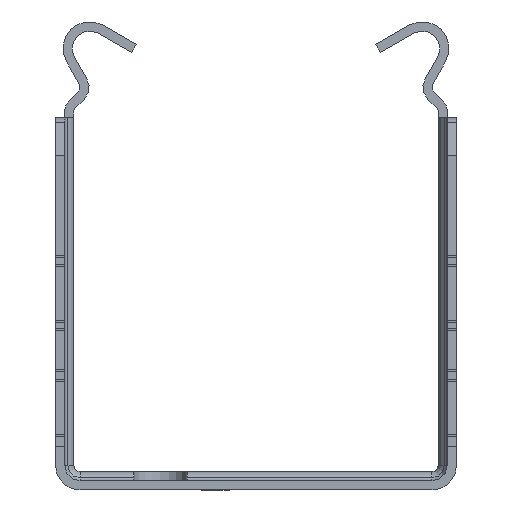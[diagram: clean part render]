
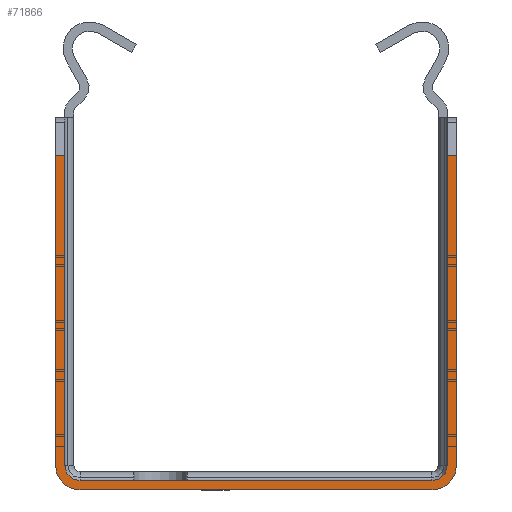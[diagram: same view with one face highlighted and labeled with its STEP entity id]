
A CAD part, front view. The second image highlights one B-rep face of the part: STEP entity #71866.
In plain terms, the highlighted planar face has unit normal (0, -1, 0).
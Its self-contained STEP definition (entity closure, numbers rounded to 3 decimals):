
#2901=CIRCLE('',#77238,3.2);
#2902=CIRCLE('',#77239,3.2);
#2903=CIRCLE('',#77240,2.);
#2904=CIRCLE('',#77241,2.);
#8045=FACE_OUTER_BOUND('',#12375,.T.);
#12375=EDGE_LOOP('',(#59526,#59527,#59528,#59529,#59530,#59531,#59532,#59533,
#59534,#59535,#59536,#59537));
#19070=LINE('',#113399,#26551);
#19232=LINE('',#113875,#26713);
#19238=LINE('',#113887,#26719);
#19241=LINE('',#113902,#26722);
#19242=LINE('',#113906,#26723);
#19243=LINE('',#113908,#26724);
#19244=LINE('',#113912,#26725);
#19245=LINE('',#113915,#26726);
#26551=VECTOR('',#92445,10.);
#26713=VECTOR('',#92919,10.);
#26719=VECTOR('',#92927,10.);
#26722=VECTOR('',#92944,10.);
#26723=VECTOR('',#92949,10.);
#26724=VECTOR('',#92950,10.);
#26725=VECTOR('',#92953,10.);
#26726=VECTOR('',#92956,10.);
#33406=VERTEX_POINT('',#113396);
#33407=VERTEX_POINT('',#113398);
#33563=VERTEX_POINT('',#113871);
#33565=VERTEX_POINT('',#113874);
#33568=VERTEX_POINT('',#113881);
#33570=VERTEX_POINT('',#113885);
#33575=VERTEX_POINT('',#113901);
#33576=VERTEX_POINT('',#113904);
#33577=VERTEX_POINT('',#113907);
#33578=VERTEX_POINT('',#113909);
#33579=VERTEX_POINT('',#113911);
#33580=VERTEX_POINT('',#113913);
#42443=EDGE_CURVE('',#33407,#33406,#19070,.T.);
#42680=EDGE_CURVE('',#33565,#33563,#19232,.T.);
#42686=EDGE_CURVE('',#33568,#33570,#19238,.T.);
#42693=EDGE_CURVE('',#33570,#33575,#19241,.T.);
#42694=EDGE_CURVE('',#33575,#33407,#2901,.T.);
#42695=EDGE_CURVE('',#33406,#33576,#2902,.T.);
#42696=EDGE_CURVE('',#33576,#33565,#19242,.T.);
#42697=EDGE_CURVE('',#33563,#33577,#19243,.T.);
#42698=EDGE_CURVE('',#33577,#33578,#2903,.T.);
#42699=EDGE_CURVE('',#33578,#33579,#19244,.T.);
#42700=EDGE_CURVE('',#33579,#33580,#2904,.T.);
#42701=EDGE_CURVE('',#33580,#33568,#19245,.T.);
#59526=ORIENTED_EDGE('',*,*,#42686,.T.);
#59527=ORIENTED_EDGE('',*,*,#42693,.T.);
#59528=ORIENTED_EDGE('',*,*,#42694,.T.);
#59529=ORIENTED_EDGE('',*,*,#42443,.T.);
#59530=ORIENTED_EDGE('',*,*,#42695,.T.);
#59531=ORIENTED_EDGE('',*,*,#42696,.T.);
#59532=ORIENTED_EDGE('',*,*,#42680,.T.);
#59533=ORIENTED_EDGE('',*,*,#42697,.T.);
#59534=ORIENTED_EDGE('',*,*,#42698,.T.);
#59535=ORIENTED_EDGE('',*,*,#42699,.T.);
#59536=ORIENTED_EDGE('',*,*,#42700,.T.);
#59537=ORIENTED_EDGE('',*,*,#42701,.T.);
#68789=PLANE('',#77237);
#71866=ADVANCED_FACE('',(#8045),#68789,.T.);
#77237=AXIS2_PLACEMENT_3D('',#113900,#92942,#92943);
#77238=AXIS2_PLACEMENT_3D('',#113903,#92945,#92946);
#77239=AXIS2_PLACEMENT_3D('',#113905,#92947,#92948);
#77240=AXIS2_PLACEMENT_3D('',#113910,#92951,#92952);
#77241=AXIS2_PLACEMENT_3D('',#113914,#92954,#92955);
#92445=DIRECTION('',(1.,0.,0.));
#92919=DIRECTION('',(-1.,0.,0.));
#92927=DIRECTION('',(-1.,0.,0.));
#92942=DIRECTION('center_axis',(0.,-1.,0.));
#92943=DIRECTION('ref_axis',(0.,0.,-1.));
#92944=DIRECTION('',(0.,0.,-1.));
#92945=DIRECTION('center_axis',(0.,-1.,0.));
#92946=DIRECTION('ref_axis',(-1.,0.,0.));
#92947=DIRECTION('center_axis',(0.,-1.,0.));
#92948=DIRECTION('ref_axis',(0.,0.,
-1.));
#92949=DIRECTION('',(0.,0.,1.));
#92950=DIRECTION('',(0.,0.,-1.));
#92951=DIRECTION('center_axis',(0.,1.,0.));
#92952=DIRECTION('ref_axis',(0.,0.,
1.));
#92953=DIRECTION('',(-1.,0.,0.));
#92954=DIRECTION('center_axis',(0.,1.,0.));
#92955=DIRECTION('ref_axis',(1.,0.,0.));
#92956=DIRECTION('',(0.,0.,1.));
#113396=CARTESIAN_POINT('',(23.,-36.,-1.2));
#113398=CARTESIAN_POINT('',(-23.,-36.,-1.2));
#113399=CARTESIAN_POINT('',(-23.,-36.,-1.2));
#113871=CARTESIAN_POINT('',(25.,-36.,42.5));
#113874=CARTESIAN_POINT('',(26.2,-36.,42.5));
#113875=CARTESIAN_POINT('',(12.5,-36.,42.5));
#113881=CARTESIAN_POINT('',(-25.,-36.,42.5));
#113885=CARTESIAN_POINT('',(-26.2,-36.,42.5));
#113887=CARTESIAN_POINT('',(12.5,-36.,42.5));
#113900=CARTESIAN_POINT('Origin',(0.,-36.,23.15));
#113901=CARTESIAN_POINT('',(-26.2,-36.,2.));
#113902=CARTESIAN_POINT('',(-26.2,-36.,48.387));
#113903=CARTESIAN_POINT('Origin',(-23.,-36.,2.));
#113904=CARTESIAN_POINT('',(26.2,-36.,2.));
#113905=CARTESIAN_POINT('Origin',(23.,-36.,2.));
#113906=CARTESIAN_POINT('',(26.2,-36.,2.));
#113907=CARTESIAN_POINT('',(25.,-36.,2.));
#113908=CARTESIAN_POINT('',(25.,-36.,48.387));
#113909=CARTESIAN_POINT('',(23.,-36.,0.));
#113910=CARTESIAN_POINT('Origin',(23.,-36.,2.));
#113911=CARTESIAN_POINT('',(-23.,-36.,0.));
#113912=CARTESIAN_POINT('',(23.,-36.,0.));
#113913=CARTESIAN_POINT('',(-25.,-36.,2.));
#113914=CARTESIAN_POINT('Origin',(-23.,-36.,2.));
#113915=CARTESIAN_POINT('',(-25.,-36.,2.));
